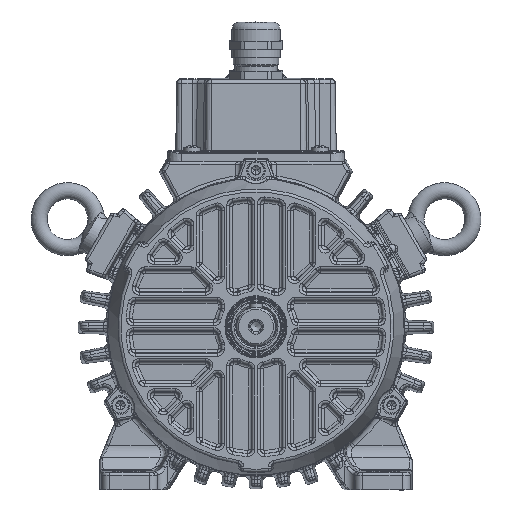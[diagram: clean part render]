
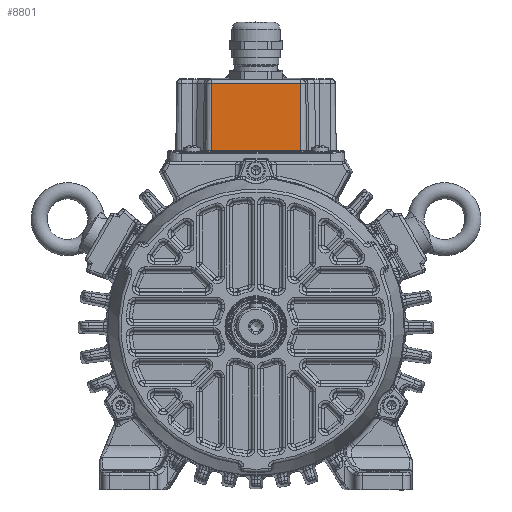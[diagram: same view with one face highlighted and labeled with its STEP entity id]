
A CAD part, top view. The second image highlights one B-rep face of the part: STEP entity #8801.
In plain terms, the highlighted planar face has unit normal (0, 0.007, 1).
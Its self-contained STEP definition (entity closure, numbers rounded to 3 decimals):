
#2218=PLANE('',#52543);
#8801=ADVANCED_FACE('',(#12392),#2218,.T.);
#12392=FACE_OUTER_BOUND('',#15524,.T.);
#15524=EDGE_LOOP('',(#32735,#32736,#32737,#32738));
#17513=LINE('',#114686,#19510);
#17529=LINE('',#114795,#19526);
#17530=LINE('',#114799,#19527);
#17546=LINE('',#114843,#19543);
#19510=VECTOR('',#64713,1.);
#19526=VECTOR('',#64777,1.);
#19527=VECTOR('',#64782,1.);
#19543=VECTOR('',#64838,1.);
#32735=ORIENTED_EDGE('',*,*,#44489,.T.);
#32736=ORIENTED_EDGE('',*,*,#44462,.T.);
#32737=ORIENTED_EDGE('',*,*,#44491,.T.);
#32738=ORIENTED_EDGE('',*,*,#44514,.T.);
#37322=VERTEX_POINT('',#114533);
#37330=VERTEX_POINT('',#114623);
#37353=VERTEX_POINT('',#114796);
#37354=VERTEX_POINT('',#114800);
#44462=EDGE_CURVE('',#37322,#37330,#17513,.T.);
#44489=EDGE_CURVE('',#37353,#37322,#17529,.T.);
#44491=EDGE_CURVE('',#37330,#37354,#17530,.T.);
#44514=EDGE_CURVE('',#37354,#37353,#17546,.T.);
#52543=AXIS2_PLACEMENT_3D('',#114844,#64839,#64840);
#64713=DIRECTION('',(1.,0.,0.));
#64777=DIRECTION('',(0.,-1.,0.007));
#64782=DIRECTION('',(0.,1.,-0.007));
#64838=DIRECTION('',(-1.,0.,0.));
#64839=DIRECTION('',(0.,0.007,1.));
#64840=DIRECTION('',(0.,-1.,0.007));
#114533=CARTESIAN_POINT('',(-22.,86.56,-44.497));
#114623=CARTESIAN_POINT('',(22.,86.56,-44.497));
#114686=CARTESIAN_POINT('',(22.,86.56,-44.497));
#114795=CARTESIAN_POINT('',(-22.,86.068,-44.494));
#114796=CARTESIAN_POINT('',(-22.,119.608,-44.728));
#114799=CARTESIAN_POINT('',(22.,86.068,-44.494));
#114800=CARTESIAN_POINT('',(22.,119.608,-44.728));
#114843=CARTESIAN_POINT('',(-22.,119.608,-44.728));
#114844=CARTESIAN_POINT('',(25.,86.068,-44.494));
